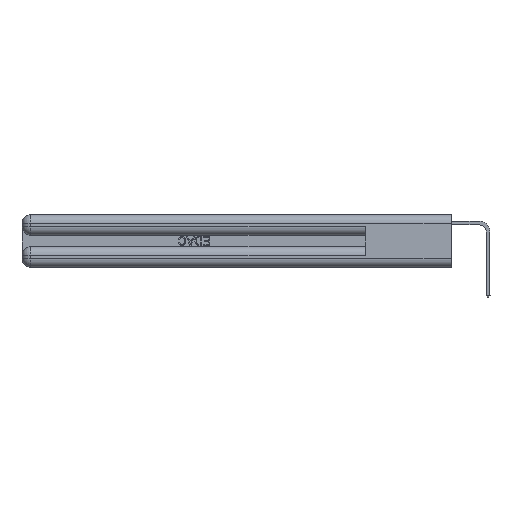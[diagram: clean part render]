
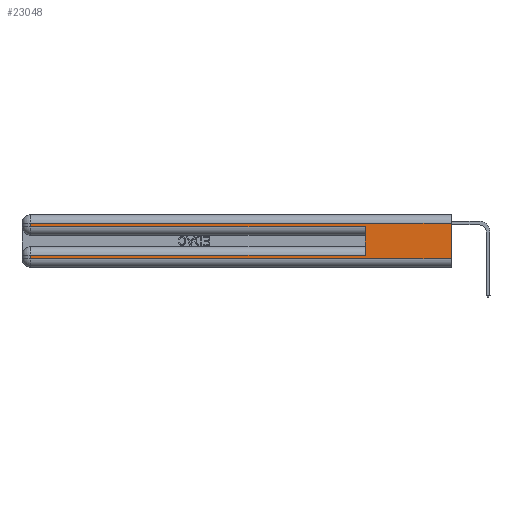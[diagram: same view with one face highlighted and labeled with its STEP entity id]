
A CAD part, left-side view. The second image highlights one B-rep face of the part: STEP entity #23048.
In plain terms, the highlighted planar face has unit normal (-1, 0, 0).
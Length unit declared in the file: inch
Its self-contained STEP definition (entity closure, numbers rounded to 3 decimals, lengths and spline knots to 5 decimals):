
#1047 = ORIENTED_EDGE ( 'NONE', *, *, #11704, .T. ) ;
#1089 = CARTESIAN_POINT ( 'NONE',  ( 0., 2.94, 0.31 ) ) ;
#1204 = LINE ( 'NONE', #22635, #34393 ) ;
#2674 = VECTOR ( 'NONE', #19368, 39.37008 ) ;
#3004 = CARTESIAN_POINT ( 'NONE',  ( 0., 0., 0.31 ) ) ;
#3190 = VECTOR ( 'NONE', #20132, 39.37008 ) ;
#3513 = VERTEX_POINT ( 'NONE', #9068 ) ;
#4698 = VECTOR ( 'NONE', #24909, 39.37008 ) ;
#5549 = PLANE ( 'NONE',  #29759 ) ;
#6840 = EDGE_CURVE ( 'NONE', #3513, #28268, #14371, .T. ) ;
#8462 = DIRECTION ( 'NONE',  ( 0., 1., 0. ) ) ;
#9068 = CARTESIAN_POINT ( 'NONE',  ( 0., 2.94, 0.085 ) ) ;
#9089 = CARTESIAN_POINT ( 'NONE',  ( 0., 0., 0.06 ) ) ;
#9267 = DIRECTION ( 'NONE',  ( 0., -1., 0. ) ) ;
#10124 = DIRECTION ( 'NONE',  ( 0., 0., -1. ) ) ;
#10638 = CARTESIAN_POINT ( 'NONE',  ( 0., 0., 0.37 ) ) ;
#10874 = VECTOR ( 'NONE', #11073, 39.37008 ) ;
#11000 = CARTESIAN_POINT ( 'NONE',  ( 0., 0., 0.37 ) ) ;
#11054 = CARTESIAN_POINT ( 'NONE',  ( 0., 2.94, 0.285 ) ) ;
#11073 = DIRECTION ( 'NONE',  ( 0., 0., -1. ) ) ;
#11095 = VECTOR ( 'NONE', #9267, 39.37008 ) ;
#11533 = ORIENTED_EDGE ( 'NONE', *, *, #15400, .T. ) ;
#11704 = EDGE_CURVE ( 'NONE', #20042, #17236, #31945, .T. ) ;
#11794 = ORIENTED_EDGE ( 'NONE', *, *, #18598, .T. ) ;
#12039 = VERTEX_POINT ( 'NONE', #17919 ) ;
#12553 = CARTESIAN_POINT ( 'NONE',  ( 0., 2.94, 0.37 ) ) ;
#13362 = CARTESIAN_POINT ( 'NONE',  ( 0., 2.94, 0.37 ) ) ;
#14371 = LINE ( 'NONE', #12553, #4698 ) ;
#14731 = DIRECTION ( 'NONE',  ( 0., 0., 1. ) ) ;
#15185 = VECTOR ( 'NONE', #10124, 39.37008 ) ;
#15400 = EDGE_CURVE ( 'NONE', #16868, #3513, #22769, .T. ) ;
#16486 = EDGE_CURVE ( 'NONE', #28268, #31840, #30146, .T. ) ;
#16868 = VERTEX_POINT ( 'NONE', #33701 ) ;
#17236 = VERTEX_POINT ( 'NONE', #11054 ) ;
#17919 = CARTESIAN_POINT ( 'NONE',  ( 0., 0.6, 0.285 ) ) ;
#18598 = EDGE_CURVE ( 'NONE', #17236, #12039, #20348, .T. ) ;
#18914 = FACE_OUTER_BOUND ( 'NONE', #33989, .T. ) ;
#19368 = DIRECTION ( 'NONE',  ( 0., -1., 0. ) ) ;
#19612 = ORIENTED_EDGE ( 'NONE', *, *, #25936, .T. ) ;
#20042 = VERTEX_POINT ( 'NONE', #1089 ) ;
#20132 = DIRECTION ( 'NONE',  ( 0., 1., 0. ) ) ;
#20348 = LINE ( 'NONE', #31029, #2674 ) ;
#20756 = VERTEX_POINT ( 'NONE', #31893 ) ;
#21393 = ORIENTED_EDGE ( 'NONE', *, *, #6840, .T. ) ;
#21717 = DIRECTION ( 'NONE',  ( 1., 0., 0. ) ) ;
#22635 = CARTESIAN_POINT ( 'NONE',  ( 0., 0.6, 0.145 ) ) ;
#22769 = LINE ( 'NONE', #33448, #3190 ) ;
#22845 = EDGE_CURVE ( 'NONE', #20756, #31840, #23308, .T. ) ;
#23048 = ADVANCED_FACE ( 'NONE', ( #18914 ), #5549, .F. ) ;
#23198 = VECTOR ( 'NONE', #8462, 39.37008 ) ;
#23308 = LINE ( 'NONE', #10638, #15185 ) ;
#24025 = ORIENTED_EDGE ( 'NONE', *, *, #26437, .F. ) ;
#24669 = ORIENTED_EDGE ( 'NONE', *, *, #16486, .T. ) ;
#24909 = DIRECTION ( 'NONE',  ( 0., 0., -1. ) ) ;
#25936 = EDGE_CURVE ( 'NONE', #20756, #20042, #30043, .T. ) ;
#26437 = EDGE_CURVE ( 'NONE', #16868, #12039, #1204, .T. ) ;
#27123 = CARTESIAN_POINT ( 'NONE',  ( 0., 2.94, 0.06 ) ) ;
#28268 = VERTEX_POINT ( 'NONE', #27123 ) ;
#29759 = AXIS2_PLACEMENT_3D ( 'NONE', #11000, #21717, #32385 ) ;
#29898 = CARTESIAN_POINT ( 'NONE',  ( 0., 0., 0.06 ) ) ;
#30043 = LINE ( 'NONE', #3004, #23198 ) ;
#30146 = LINE ( 'NONE', #9089, #11095 ) ;
#31029 = CARTESIAN_POINT ( 'NONE',  ( 0., 0., 0.285 ) ) ;
#31214 = ORIENTED_EDGE ( 'NONE', *, *, #22845, .F. ) ;
#31840 = VERTEX_POINT ( 'NONE', #29898 ) ;
#31893 = CARTESIAN_POINT ( 'NONE',  ( 0., 0., 0.31 ) ) ;
#31945 = LINE ( 'NONE', #13362, #10874 ) ;
#32385 = DIRECTION ( 'NONE',  ( 0., 0., -1. ) ) ;
#33448 = CARTESIAN_POINT ( 'NONE',  ( 0., 0., 0.085 ) ) ;
#33701 = CARTESIAN_POINT ( 'NONE',  ( 0., 0.6, 0.085 ) ) ;
#33989 = EDGE_LOOP ( 'NONE', ( #31214, #19612, #1047, #11794, #24025, #11533, #21393, #24669 ) ) ;
#34393 = VECTOR ( 'NONE', #14731, 39.37008 ) ;
